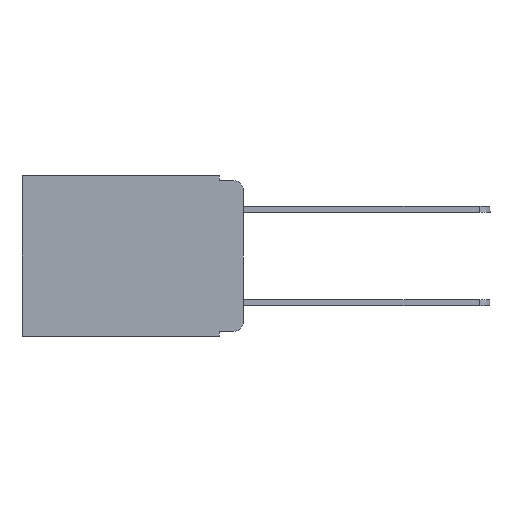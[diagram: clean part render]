
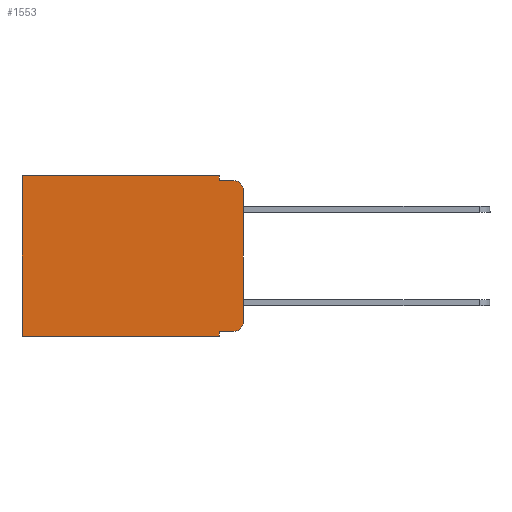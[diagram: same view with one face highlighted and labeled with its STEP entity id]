
A CAD part, left-side view. The second image highlights one B-rep face of the part: STEP entity #1553.
In plain terms, the highlighted planar face has unit normal (-1, 0, 0).
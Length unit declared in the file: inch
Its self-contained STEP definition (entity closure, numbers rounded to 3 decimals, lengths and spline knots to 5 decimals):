
#265 = CARTESIAN_POINT ( 'NONE',  ( 0.298, 0.02, -0.333 ) ) ;
#289 = DIRECTION ( 'NONE',  ( -1., 0., 0. ) ) ;
#384 = CARTESIAN_POINT ( 'NONE',  ( 0.298, 0.02, -0.313 ) ) ;
#405 = EDGE_CURVE ( 'NONE', #455, #8185, #1694, .T. ) ;
#455 = VERTEX_POINT ( 'NONE', #1458 ) ;
#502 = DIRECTION ( 'NONE',  ( 0., 1., 0. ) ) ;
#618 = CARTESIAN_POINT ( 'NONE',  ( 0.298, 0.051, 0. ) ) ;
#720 = LINE ( 'NONE', #9279, #3087 ) ;
#961 = VERTEX_POINT ( 'NONE', #265 ) ;
#1064 = CARTESIAN_POINT ( 'NONE',  ( 0.298, 0.051, 0. ) ) ;
#1081 = ORIENTED_EDGE ( 'NONE', *, *, #1782, .T. ) ;
#1458 = CARTESIAN_POINT ( 'NONE',  ( 0.298, 0.051, -0.01 ) ) ;
#1461 = EDGE_CURVE ( 'NONE', #10178, #8185, #5555, .T. ) ;
#1553 = ADVANCED_FACE ( 'NONE', ( #4340 ), #7780, .F. ) ;
#1647 = ORIENTED_EDGE ( 'NONE', *, *, #4279, .T. ) ;
#1694 = LINE ( 'NONE', #8303, #4971 ) ;
#1782 = EDGE_CURVE ( 'NONE', #9255, #961, #720, .T. ) ;
#1833 = AXIS2_PLACEMENT_3D ( 'NONE', #8663, #3568, #6036 ) ;
#2089 = LINE ( 'NONE', #8841, #5736 ) ;
#2180 = AXIS2_PLACEMENT_3D ( 'NONE', #2509, #5907, #6843 ) ;
#2381 = CARTESIAN_POINT ( 'NONE',  ( 0.298, 0.051, 0. ) ) ;
#2509 = CARTESIAN_POINT ( 'NONE',  ( 0.298, 0.02, -0.03 ) ) ;
#3087 = VECTOR ( 'NONE', #5989, 39.37008 ) ;
#3117 = CARTESIAN_POINT ( 'NONE',  ( 0.298, 0.051, -0.333 ) ) ;
#3568 = DIRECTION ( 'NONE',  ( 1., 0., 0. ) ) ;
#3802 = DIRECTION ( 'NONE',  ( 0., 0., -1. ) ) ;
#3917 = CARTESIAN_POINT ( 'NONE',  ( 0.298, 0., -0.03 ) ) ;
#3924 = EDGE_CURVE ( 'NONE', #9778, #6818, #7311, .T. ) ;
#3997 = VERTEX_POINT ( 'NONE', #8954 ) ;
#4220 = LINE ( 'NONE', #2381, #10217 ) ;
#4279 = EDGE_CURVE ( 'NONE', #6818, #6529, #4530, .T. ) ;
#4340 = FACE_OUTER_BOUND ( 'NONE', #4431, .T. ) ;
#4431 = EDGE_LOOP ( 'NONE', ( #8905, #7248, #6439, #8691, #6726, #1647, #10614, #5426, #1081, #6875 ) ) ;
#4467 = DIRECTION ( 'NONE',  ( 0., 0., -1. ) ) ;
#4471 = CARTESIAN_POINT ( 'NONE',  ( 0.298, 0.473, 0. ) ) ;
#4530 = LINE ( 'NONE', #4471, #9781 ) ;
#4653 = CARTESIAN_POINT ( 'NONE',  ( 0.298, 0.02, -0.01 ) ) ;
#4666 = CIRCLE ( 'NONE', #6287, 0.02 ) ;
#4920 = CARTESIAN_POINT ( 'NONE',  ( 0.298, 0., 0. ) ) ;
#4971 = VECTOR ( 'NONE', #7356, 39.37008 ) ;
#5426 = ORIENTED_EDGE ( 'NONE', *, *, #5868, .F. ) ;
#5555 = CIRCLE ( 'NONE', #2180, 0.02 ) ;
#5575 = DIRECTION ( 'NONE',  ( 0., 1., 0. ) ) ;
#5736 = VECTOR ( 'NONE', #3802, 39.37008 ) ;
#5868 = EDGE_CURVE ( 'NONE', #9255, #3997, #6974, .T. ) ;
#5879 = EDGE_CURVE ( 'NONE', #10178, #10011, #2089, .T. ) ;
#5907 = DIRECTION ( 'NONE',  ( -1., 0., 0. ) ) ;
#5958 = VECTOR ( 'NONE', #502, 39.37008 ) ;
#5989 = DIRECTION ( 'NONE',  ( 0., -1., 0. ) ) ;
#6036 = DIRECTION ( 'NONE',  ( 0., 0., -1. ) ) ;
#6268 = CARTESIAN_POINT ( 'NONE',  ( 0.298, 0., -0.313 ) ) ;
#6287 = AXIS2_PLACEMENT_3D ( 'NONE', #384, #289, #9735 ) ;
#6406 = LINE ( 'NONE', #9760, #10538 ) ;
#6439 = ORIENTED_EDGE ( 'NONE', *, *, #405, .F. ) ;
#6529 = VERTEX_POINT ( 'NONE', #9524 ) ;
#6595 = EDGE_CURVE ( 'NONE', #961, #10011, #4666, .T. ) ;
#6726 = ORIENTED_EDGE ( 'NONE', *, *, #3924, .T. ) ;
#6818 = VERTEX_POINT ( 'NONE', #9904 ) ;
#6843 = DIRECTION ( 'NONE',  ( 0., 0., -1. ) ) ;
#6875 = ORIENTED_EDGE ( 'NONE', *, *, #6595, .T. ) ;
#6974 = LINE ( 'NONE', #1064, #7847 ) ;
#7248 = ORIENTED_EDGE ( 'NONE', *, *, #1461, .T. ) ;
#7311 = LINE ( 'NONE', #4920, #5958 ) ;
#7356 = DIRECTION ( 'NONE',  ( 0., -1., 0. ) ) ;
#7775 = EDGE_CURVE ( 'NONE', #3997, #6529, #6406, .T. ) ;
#7780 = PLANE ( 'NONE',  #1833 ) ;
#7847 = VECTOR ( 'NONE', #4467, 39.37008 ) ;
#7917 = DIRECTION ( 'NONE',  ( 0., 0., -1. ) ) ;
#8185 = VERTEX_POINT ( 'NONE', #4653 ) ;
#8303 = CARTESIAN_POINT ( 'NONE',  ( 0.298, 0.051, -0.01 ) ) ;
#8663 = CARTESIAN_POINT ( 'NONE',  ( 0.298, 0., 0. ) ) ;
#8691 = ORIENTED_EDGE ( 'NONE', *, *, #9390, .F. ) ;
#8841 = CARTESIAN_POINT ( 'NONE',  ( 0.298, 0., 0. ) ) ;
#8905 = ORIENTED_EDGE ( 'NONE', *, *, #5879, .F. ) ;
#8954 = CARTESIAN_POINT ( 'NONE',  ( 0.298, 0.051, -0.343 ) ) ;
#9138 = DIRECTION ( 'NONE',  ( 0., 0., -1. ) ) ;
#9255 = VERTEX_POINT ( 'NONE', #3117 ) ;
#9279 = CARTESIAN_POINT ( 'NONE',  ( 0.298, 0.051, -0.333 ) ) ;
#9390 = EDGE_CURVE ( 'NONE', #9778, #455, #4220, .T. ) ;
#9524 = CARTESIAN_POINT ( 'NONE',  ( 0.298, 0.473, -0.343 ) ) ;
#9735 = DIRECTION ( 'NONE',  ( 0., 0., -1. ) ) ;
#9760 = CARTESIAN_POINT ( 'NONE',  ( 0.298, 0., -0.343 ) ) ;
#9778 = VERTEX_POINT ( 'NONE', #618 ) ;
#9781 = VECTOR ( 'NONE', #7917, 39.37008 ) ;
#9904 = CARTESIAN_POINT ( 'NONE',  ( 0.298, 0.473, 0. ) ) ;
#10011 = VERTEX_POINT ( 'NONE', #6268 ) ;
#10178 = VERTEX_POINT ( 'NONE', #3917 ) ;
#10217 = VECTOR ( 'NONE', #9138, 39.37008 ) ;
#10538 = VECTOR ( 'NONE', #5575, 39.37008 ) ;
#10614 = ORIENTED_EDGE ( 'NONE', *, *, #7775, .F. ) ;
